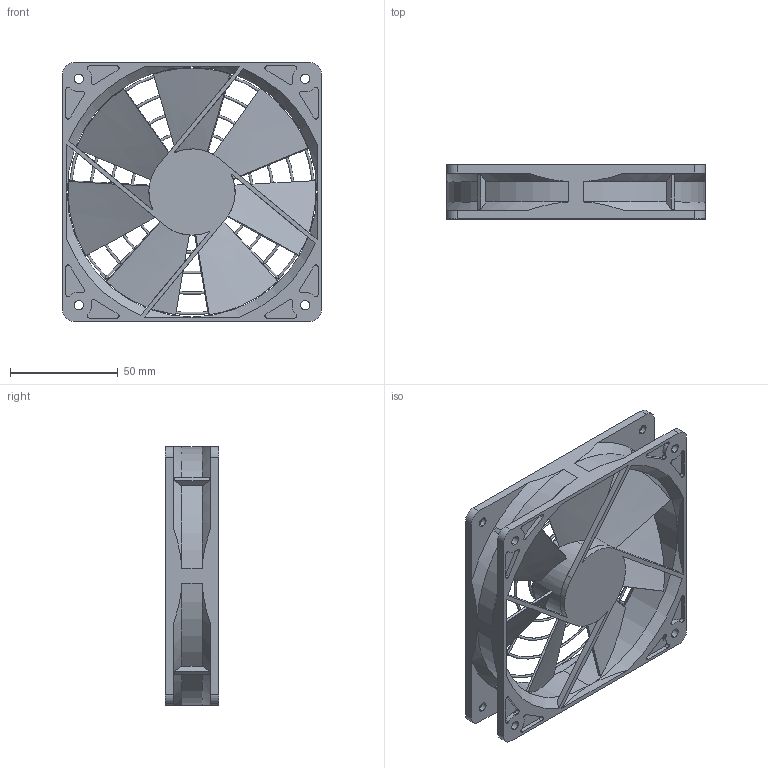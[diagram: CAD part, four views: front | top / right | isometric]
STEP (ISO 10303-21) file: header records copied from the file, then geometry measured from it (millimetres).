
FILE_DESCRIPTION (( 'STEP AP214' ), '1' );
FILE_NAME ('120mm Fan.STEP', '2020-02-12T15:31:57', ( '' ), ( '' ), 'SwSTEP 2.0', 'SolidWorks 2019', '' );
FILE_SCHEMA (( 'AUTOMOTIVE_DESIGN' ));
Length unit declared in the file: millimetre
Products named in the file (1): 120mm Fan
Bounding box: 120 x 25 x 120 mm (x, y, z)
Volume: 77500.4 mm3; surface area: 62728.9 mm2
Topology: 3 solids, 3 shells, 456 faces, 1209 edges, 740 vertices
Faces by surface type: cylinder 197, plane 109, torus 82, bspline 52, cone 16
Entity records: 18445 total; most frequent: CARTESIAN_POINT 7612, ORIENTED_EDGE 2418, DIRECTION 2077, EDGE_CURVE 1209, AXIS2_PLACEMENT_3D 847, VERTEX_POINT 740, EDGE_LOOP 499, FACE_OUTER_BOUND 456
